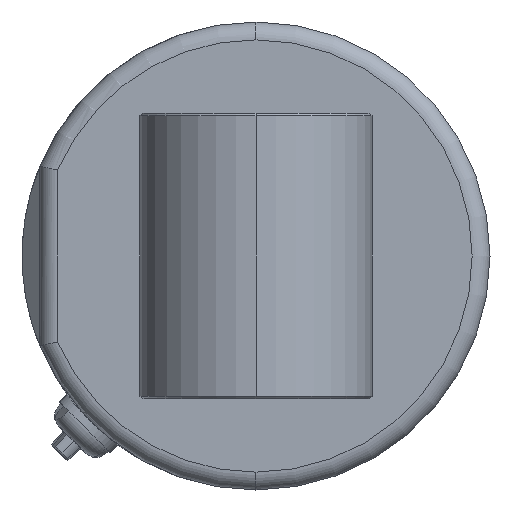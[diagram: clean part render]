
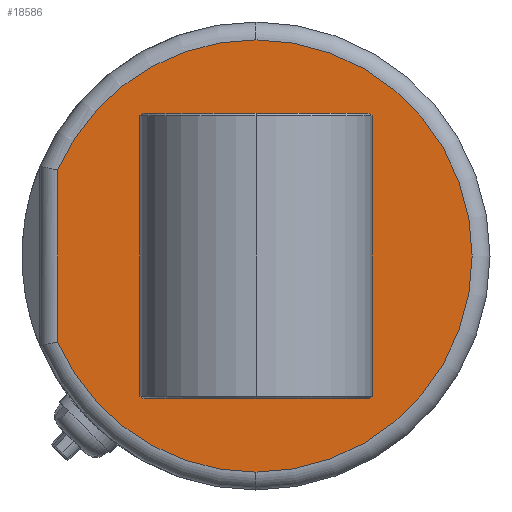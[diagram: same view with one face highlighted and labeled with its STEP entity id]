
A CAD part, left-side view. The second image highlights one B-rep face of the part: STEP entity #18586.
In plain terms, the highlighted planar face has unit normal (-1, 0, 0).
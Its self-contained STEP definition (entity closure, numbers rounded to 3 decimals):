
#38 = EDGE_CURVE ( 'NONE', #6141, #4119, #6600, .T. ) ;
#78 = EDGE_CURVE ( 'NONE', #5225, #14806, #30848, .T. ) ;
#186 = CARTESIAN_POINT ( 'NONE',  ( -49.5, 13., 16. ) ) ;
#317 = DIRECTION ( 'NONE',  ( 1., 0., 0. ) ) ;
#816 = VERTEX_POINT ( 'NONE', #11347 ) ;
#1202 = CARTESIAN_POINT ( 'NONE',  ( -49.5, 0., -24.2 ) ) ;
#1547 = EDGE_CURVE ( 'NONE', #16821, #816, #27397, .T. ) ;
#1972 = ORIENTED_EDGE ( 'NONE', *, *, #78, .T. ) ;
#2132 = EDGE_CURVE ( 'NONE', #13530, #20340, #10349, .T. ) ;
#2820 = ORIENTED_EDGE ( 'NONE', *, *, #19012, .T. ) ;
#3130 = DIRECTION ( 'NONE',  ( 0., 0., -1. ) ) ;
#3418 = CARTESIAN_POINT ( 'NONE',  ( -49.5, 0., 24.2 ) ) ;
#3437 = CARTESIAN_POINT ( 'NONE',  ( -49.5, 0., 0. ) ) ;
#3915 = EDGE_CURVE ( 'NONE', #18917, #13444, #25048, .T. ) ;
#4029 = ORIENTED_EDGE ( 'NONE', *, *, #25806, .T. ) ;
#4119 = VERTEX_POINT ( 'NONE', #23931 ) ;
#4158 = LINE ( 'NONE', #23367, #28264 ) ;
#4873 = LINE ( 'NONE', #26309, #16420 ) ;
#5080 = CIRCLE ( 'NONE', #19778, 24.2 ) ;
#5125 = EDGE_CURVE ( 'NONE', #13530, #6141, #24865, .T. ) ;
#5225 = VERTEX_POINT ( 'NONE', #23316 ) ;
#6141 = VERTEX_POINT ( 'NONE', #18804 ) ;
#6313 = AXIS2_PLACEMENT_3D ( 'NONE', #25367, #20761, #20435 ) ;
#6348 = VERTEX_POINT ( 'NONE', #14960 ) ;
#6592 = ORIENTED_EDGE ( 'NONE', *, *, #2132, .F. ) ;
#6600 = LINE ( 'NONE', #21182, #21075 ) ;
#7772 = EDGE_CURVE ( 'NONE', #19311, #20340, #25112, .T. ) ;
#8631 = CARTESIAN_POINT ( 'NONE',  ( -49.5, 27.45, 1.25 ) ) ;
#9235 = ORIENTED_EDGE ( 'NONE', *, *, #7772, .T. ) ;
#10020 = DIRECTION ( 'NONE',  ( 0., 0., -1. ) ) ;
#10022 = ORIENTED_EDGE ( 'NONE', *, *, #30456, .T. ) ;
#10179 = DIRECTION ( 'NONE',  ( 0., 0., -1. ) ) ;
#10349 = LINE ( 'NONE', #186, #25019 ) ;
#10451 = CARTESIAN_POINT ( 'NONE',  ( -49.5, 0., 0. ) ) ;
#10602 = DIRECTION ( 'NONE',  ( -1., 0., 0. ) ) ;
#10759 = DIRECTION ( 'NONE',  ( 0., 0., -1. ) ) ;
#10933 = VECTOR ( 'NONE', #28476, 1000. ) ;
#11031 = VECTOR ( 'NONE', #13055, 1000. ) ;
#11347 = CARTESIAN_POINT ( 'NONE',  ( -49.5, 22.2, -9.633 ) ) ;
#11920 = ORIENTED_EDGE ( 'NONE', *, *, #38, .T. ) ;
#12388 = PLANE ( 'NONE',  #29179 ) ;
#13055 = DIRECTION ( 'NONE',  ( 0., -0.707, 0.707 ) ) ;
#13222 = DIRECTION ( 'NONE',  ( 0., 0.707, -0.707 ) ) ;
#13444 = VERTEX_POINT ( 'NONE', #3418 ) ;
#13530 = VERTEX_POINT ( 'NONE', #27406 ) ;
#13634 = ORIENTED_EDGE ( 'NONE', *, *, #5125, .T. ) ;
#14806 = VERTEX_POINT ( 'NONE', #28088 ) ;
#14885 = DIRECTION ( 'NONE',  ( -1., 0., 0. ) ) ;
#14960 = CARTESIAN_POINT ( 'NONE',  ( -49.5, -12.7, -16. ) ) ;
#15487 = ORIENTED_EDGE ( 'NONE', *, *, #3915, .T. ) ;
#15899 = CARTESIAN_POINT ( 'NONE',  ( -49.5, 12.7, 16. ) ) ;
#16014 = EDGE_CURVE ( 'NONE', #6348, #5225, #4873, .T. ) ;
#16420 = VECTOR ( 'NONE', #16607, 1000. ) ;
#16607 = DIRECTION ( 'NONE',  ( 0., 1., 0. ) ) ;
#16821 = VERTEX_POINT ( 'NONE', #30036 ) ;
#18206 = CARTESIAN_POINT ( 'NONE',  ( -49.5, 13., 15.7 ) ) ;
#18279 = ORIENTED_EDGE ( 'NONE', *, *, #1547, .T. ) ;
#18586 = ADVANCED_FACE ( 'NONE', ( #22239, #24458 ), #12388, .F. ) ;
#18804 = CARTESIAN_POINT ( 'NONE',  ( -49.5, -13., 15.7 ) ) ;
#18917 = VERTEX_POINT ( 'NONE', #1202 ) ;
#19012 = EDGE_CURVE ( 'NONE', #13444, #16821, #31239, .T. ) ;
#19311 = VERTEX_POINT ( 'NONE', #18206 ) ;
#19778 = AXIS2_PLACEMENT_3D ( 'NONE', #10451, #14885, #3130 ) ;
#20340 = VERTEX_POINT ( 'NONE', #15899 ) ;
#20435 = DIRECTION ( 'NONE',  ( 0., 0., -1. ) ) ;
#20761 = DIRECTION ( 'NONE',  ( -1., 0., 0. ) ) ;
#20929 = EDGE_LOOP ( 'NONE', ( #6592, #13634, #11920, #4029, #28185, #1972, #31115, #9235 ) ) ;
#21075 = VECTOR ( 'NONE', #28790, 1000. ) ;
#21096 = AXIS2_PLACEMENT_3D ( 'NONE', #3437, #10602, #10759 ) ;
#21182 = CARTESIAN_POINT ( 'NONE',  ( -49.5, -13., 16. ) ) ;
#21749 = EDGE_CURVE ( 'NONE', #19311, #14806, #29664, .T. ) ;
#22086 = CARTESIAN_POINT ( 'NONE',  ( -49.5, 26.2, 0. ) ) ;
#22239 = FACE_OUTER_BOUND ( 'NONE', #29934, .T. ) ;
#22343 = DIRECTION ( 'NONE',  ( 0., -0.707, -0.707 ) ) ;
#22630 = CARTESIAN_POINT ( 'NONE',  ( -49.5, 22.2, 0. ) ) ;
#22643 = CARTESIAN_POINT ( 'NONE',  ( -49.5, -1.25, 27.45 ) ) ;
#23316 = CARTESIAN_POINT ( 'NONE',  ( -49.5, 12.7, -16. ) ) ;
#23367 = CARTESIAN_POINT ( 'NONE',  ( -49.5, -1.25, -27.45 ) ) ;
#23701 = VECTOR ( 'NONE', #10179, 1000. ) ;
#23931 = CARTESIAN_POINT ( 'NONE',  ( -49.5, -13., -15.7 ) ) ;
#24458 = FACE_BOUND ( 'NONE', #20929, .T. ) ;
#24865 = LINE ( 'NONE', #22643, #28555 ) ;
#24999 = DIRECTION ( 'NONE',  ( 0., 0., -1. ) ) ;
#25019 = VECTOR ( 'NONE', #29384, 1000. ) ;
#25048 = CIRCLE ( 'NONE', #6313, 24.2 ) ;
#25112 = LINE ( 'NONE', #8631, #11031 ) ;
#25367 = CARTESIAN_POINT ( 'NONE',  ( -49.5, 0., 0. ) ) ;
#25806 = EDGE_CURVE ( 'NONE', #4119, #6348, #4158, .T. ) ;
#26309 = CARTESIAN_POINT ( 'NONE',  ( -49.5, 13., -16. ) ) ;
#27397 = LINE ( 'NONE', #22630, #29122 ) ;
#27406 = CARTESIAN_POINT ( 'NONE',  ( -49.5, -12.7, 16. ) ) ;
#28088 = CARTESIAN_POINT ( 'NONE',  ( -49.5, 13., -15.7 ) ) ;
#28185 = ORIENTED_EDGE ( 'NONE', *, *, #16014, .T. ) ;
#28264 = VECTOR ( 'NONE', #13222, 1000. ) ;
#28476 = DIRECTION ( 'NONE',  ( 0., 0.707, 0.707 ) ) ;
#28555 = VECTOR ( 'NONE', #22343, 1000. ) ;
#28790 = DIRECTION ( 'NONE',  ( 0., 0., -1. ) ) ;
#29122 = VECTOR ( 'NONE', #24999, 1000. ) ;
#29179 = AXIS2_PLACEMENT_3D ( 'NONE', #22086, #317, #10020 ) ;
#29195 = CARTESIAN_POINT ( 'NONE',  ( -49.5, 13., 16. ) ) ;
#29384 = DIRECTION ( 'NONE',  ( 0., 1., 0. ) ) ;
#29664 = LINE ( 'NONE', #29195, #23701 ) ;
#29934 = EDGE_LOOP ( 'NONE', ( #10022, #15487, #2820, #18279 ) ) ;
#30036 = CARTESIAN_POINT ( 'NONE',  ( -49.5, 22.2, 9.633 ) ) ;
#30456 = EDGE_CURVE ( 'NONE', #816, #18917, #5080, .T. ) ;
#30525 = CARTESIAN_POINT ( 'NONE',  ( -49.5, 27.45, -1.25 ) ) ;
#30848 = LINE ( 'NONE', #30525, #10933 ) ;
#31115 = ORIENTED_EDGE ( 'NONE', *, *, #21749, .F. ) ;
#31239 = CIRCLE ( 'NONE', #21096, 24.2 ) ;
